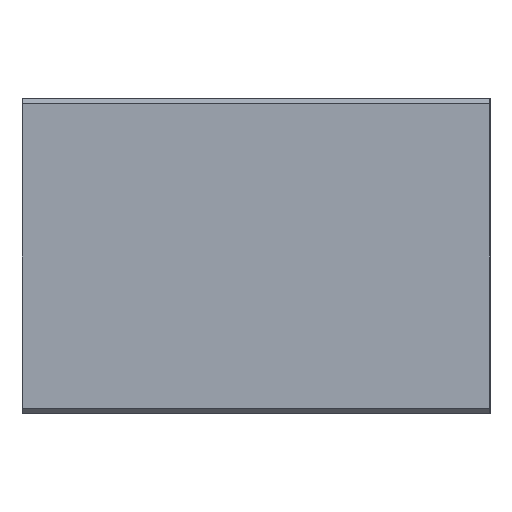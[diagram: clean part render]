
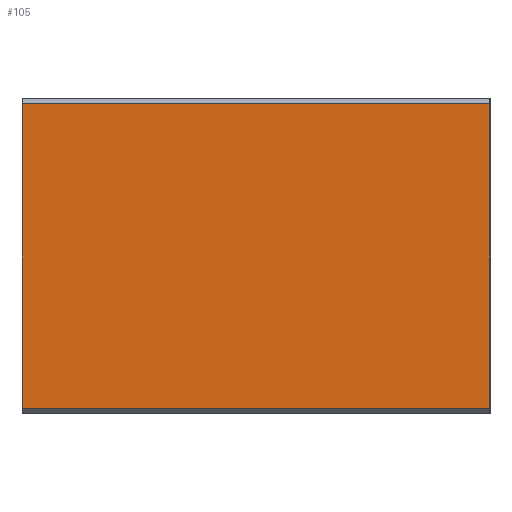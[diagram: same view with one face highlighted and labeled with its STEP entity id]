
A CAD part, left-side view. The second image highlights one B-rep face of the part: STEP entity #105.
In plain terms, the highlighted planar face has unit normal (-1, 0, 0).
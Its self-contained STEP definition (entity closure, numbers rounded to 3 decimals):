
#12 = EDGE_CURVE ( 'NONE', #349, #142, #50, .T. ) ;
#34 = CARTESIAN_POINT ( 'NONE',  ( -14., 16.9, 0. ) ) ;
#48 = DIRECTION ( 'NONE',  ( 0., 0., 1. ) ) ;
#50 = LINE ( 'NONE', #555, #473 ) ;
#51 = EDGE_CURVE ( 'NONE', #175, #349, #497, .T. ) ;
#88 = CARTESIAN_POINT ( 'NONE',  ( -14., 16.9, 5.5 ) ) ;
#89 = PLANE ( 'NONE',  #155 ) ;
#96 = ORIENTED_EDGE ( 'NONE', *, *, #347, .F. ) ;
#104 = DIRECTION ( 'NONE',  ( 0., 0., -1. ) ) ;
#105 = ADVANCED_FACE ( 'NONE', ( #166 ), #89, .F. ) ;
#115 = VECTOR ( 'NONE', #281, 1000. ) ;
#142 = VERTEX_POINT ( 'NONE', #233 ) ;
#155 = AXIS2_PLACEMENT_3D ( 'NONE', #485, #230, #48 ) ;
#166 = FACE_OUTER_BOUND ( 'NONE', #464, .T. ) ;
#174 = CARTESIAN_POINT ( 'NONE',  ( -14., 0., 0. ) ) ;
#175 = VERTEX_POINT ( 'NONE', #333 ) ;
#230 = DIRECTION ( 'NONE',  ( 1., 0., 0. ) ) ;
#233 = CARTESIAN_POINT ( 'NONE',  ( -14., 16.9, -5.5 ) ) ;
#264 = ORIENTED_EDGE ( 'NONE', *, *, #12, .F. ) ;
#266 = ORIENTED_EDGE ( 'NONE', *, *, #51, .F. ) ;
#281 = DIRECTION ( 'NONE',  ( 0., 0., -1. ) ) ;
#284 = VECTOR ( 'NONE', #468, 1000. ) ;
#289 = ORIENTED_EDGE ( 'NONE', *, *, #614, .T. ) ;
#293 = LINE ( 'NONE', #34, #115 ) ;
#308 = DIRECTION ( 'NONE',  ( 0., 1., 0. ) ) ;
#333 = CARTESIAN_POINT ( 'NONE',  ( -14., 0., 5.5 ) ) ;
#346 = VERTEX_POINT ( 'NONE', #88 ) ;
#347 = EDGE_CURVE ( 'NONE', #346, #175, #550, .T. ) ;
#349 = VERTEX_POINT ( 'NONE', #579 ) ;
#398 = VECTOR ( 'NONE', #104, 1000. ) ;
#464 = EDGE_LOOP ( 'NONE', ( #289, #264, #266, #96 ) ) ;
#468 = DIRECTION ( 'NONE',  ( 0., -1., 0. ) ) ;
#473 = VECTOR ( 'NONE', #308, 1000. ) ;
#485 = CARTESIAN_POINT ( 'NONE',  ( -14., 16.9, 0. ) ) ;
#497 = LINE ( 'NONE', #174, #398 ) ;
#550 = LINE ( 'NONE', #575, #284 ) ;
#555 = CARTESIAN_POINT ( 'NONE',  ( -14., 16.9, -5.5 ) ) ;
#575 = CARTESIAN_POINT ( 'NONE',  ( -14., 16.9, 5.5 ) ) ;
#579 = CARTESIAN_POINT ( 'NONE',  ( -14., 0., -5.5 ) ) ;
#614 = EDGE_CURVE ( 'NONE', #346, #142, #293, .T. ) ;
